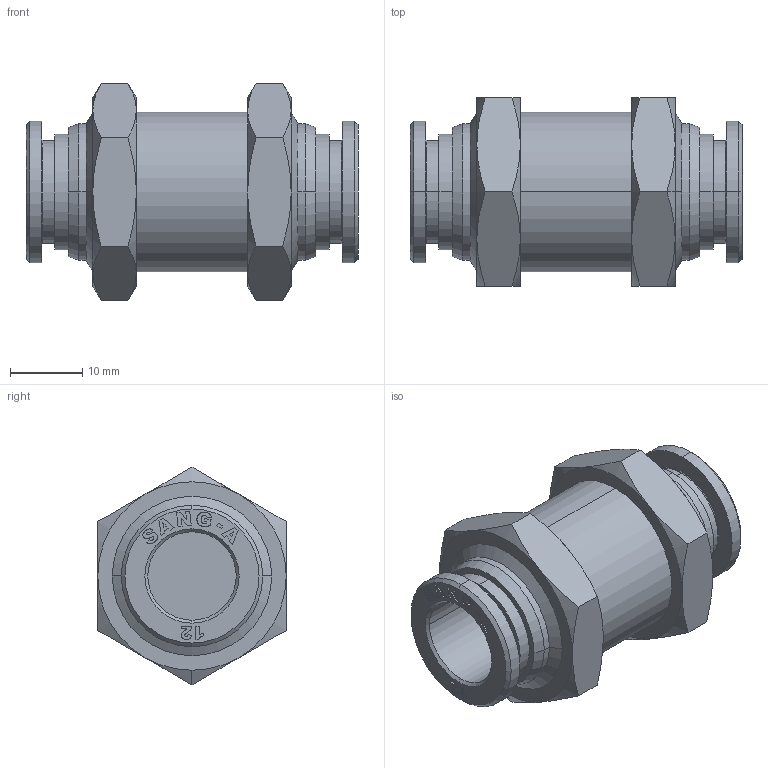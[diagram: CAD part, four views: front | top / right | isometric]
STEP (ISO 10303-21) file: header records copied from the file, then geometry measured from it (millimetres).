
FILE_DESCRIPTION (( 'STEP AP214' ), '1' );
FILE_NAME ('PMM12.stp', '2015-09-24T08:45:57', ( '' ), ( '' ), 'SwSTEP 2.0', 'SolidWorks 2015', '' );
FILE_SCHEMA (( 'AUTOMOTIVE_DESIGN' ));
Length unit declared in the file: millimetre
Products named in the file (2): PMM12; ｦ+ﾃｦ1
Assembly tree (1 placements, depth 2):
  PMM12
    ｦ+ﾃｦ1
Bounding box: 45.8 x 26 x 30.02 mm (x, y, z)
Volume: 12101.8 mm3; surface area: 6737.4 mm2
Topology: 1 solids, 1 shells, 771 faces, 2172 edges, 1435 vertices
Faces by surface type: plane 690, cone 47, cylinder 24, bspline 10
Entity records: 25286 total; most frequent: CARTESIAN_POINT 4820, ORIENTED_EDGE 4344, DIRECTION 3733, EDGE_CURVE 2172, LINE 1997, VECTOR 1997, VERTEX_POINT 1435, AXIS2_PLACEMENT_3D 868
